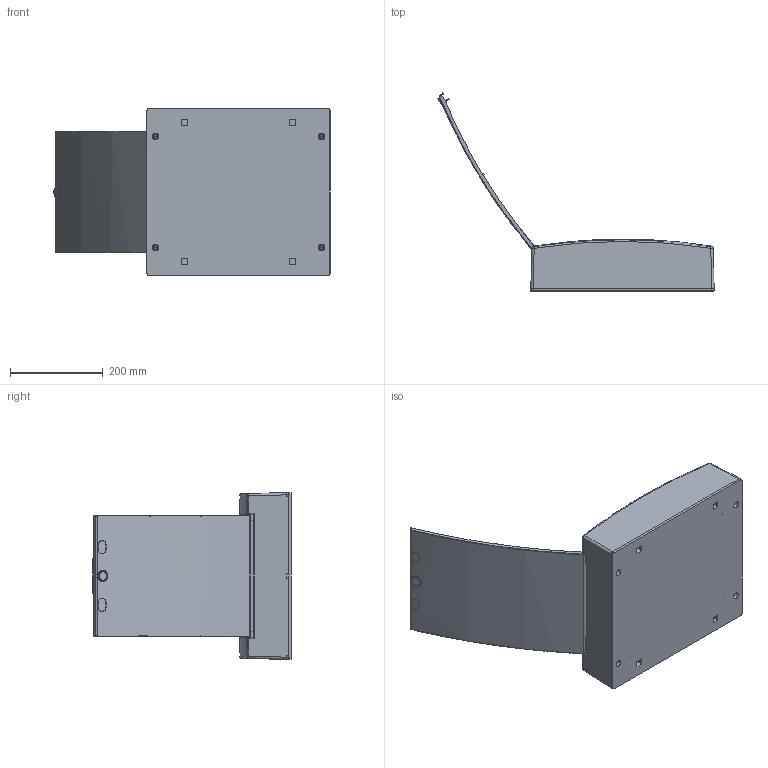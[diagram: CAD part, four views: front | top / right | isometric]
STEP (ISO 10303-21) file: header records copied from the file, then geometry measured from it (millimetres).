
FILE_DESCRIPTION(/* description */ ('Unknown'),/* implementation_level */ '2;1');
FILE_NAME(/* name */ 'ECT_2x18_PO_Mod',/* time_stamp */ '2020-05-12T07:03:19+02:00',/* author */ ('Unknown'),/* organization */ ('Unknown'),/* preprocessor_version */ 'ST-DEVELOPER v16.7',/* originating_system */ 'DEX',/* authorisation */ $);
FILE_SCHEMA (('AUTOMOTIVE_DESIGN {1 0 10303 214 3 1 1}'));
Length unit declared in the file: millimetre
Products named in the file (8): ECT_2x18_PO_Mod; Front_ECT_2x18; Door_ECT_2x18; Bottom_ECT_2x18; TH_18_Rail; Screw_M4x8; Pin; ETI LOGO
Assembly tree (14 placements, depth 2):
  ECT_2x18_PO_Mod
    Front_ECT_2x18
    Door_ECT_2x18
    Bottom_ECT_2x18
    TH_18_Rail  x2
    Screw_M4x8  x4
    Pin  x4
    ETI LOGO
Bounding box: 596.43 x 427.62 x 360.6 mm (x, y, z)
Volume: 1570215.8 mm3; surface area: 1215310.7 mm2
Topology: 16 solids, 16 shells, 1126 faces, 2908 edges, 1901 vertices
Faces by surface type: plane 742, cylinder 188, cone 170, bspline 10, sphere 8, torus 8
Full cylindrical faces by diameter (mm): 4 x4, 8 x4, 12.2 x4
Entity records: 30764 total; most frequent: CARTESIAN_POINT 5823, ORIENTED_EDGE 4458, DIRECTION 4453, EDGE_CURVE 2229, AXIS2_PLACEMENT_3D 1516, VERTEX_POINT 1486, LINE 1421, VECTOR 1421
